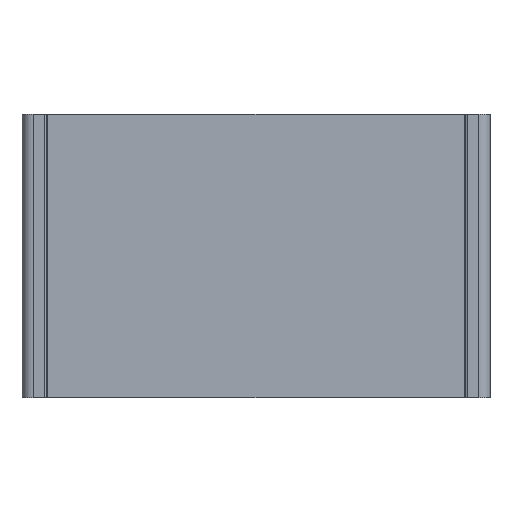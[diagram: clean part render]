
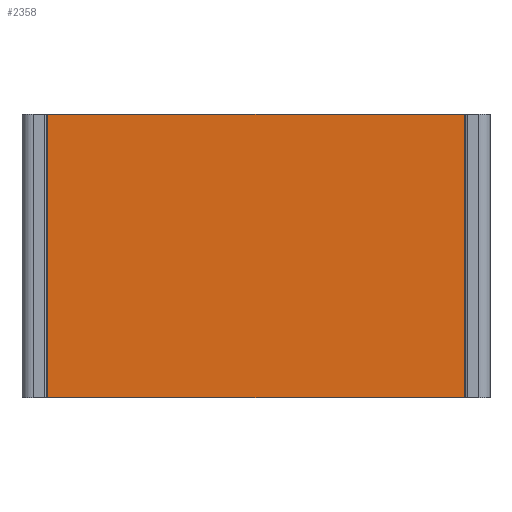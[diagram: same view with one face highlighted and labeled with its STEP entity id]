
A CAD part, front view. The second image highlights one B-rep face of the part: STEP entity #2358.
In plain terms, the highlighted planar face has unit normal (0, -1, 0).
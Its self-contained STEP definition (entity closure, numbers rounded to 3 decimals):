
#255 = EDGE_CURVE ( 'NONE', #2690, #5273, #2252, .T. ) ;
#310 = CARTESIAN_POINT ( 'NONE',  ( 116.251, 49.25, 220. ) ) ;
#817 = CARTESIAN_POINT ( 'NONE',  ( -30.751, 49.25, 120. ) ) ;
#875 = EDGE_CURVE ( 'NONE', #3297, #2690, #6650, .T. ) ;
#1342 = CARTESIAN_POINT ( 'NONE',  ( -30.751, 49.25, 120. ) ) ;
#1404 = ORIENTED_EDGE ( 'NONE', *, *, #875, .F. ) ;
#1542 = CARTESIAN_POINT ( 'NONE',  ( -30.751, 49.25, 120. ) ) ;
#1767 = CARTESIAN_POINT ( 'NONE',  ( -30.751, 49.25, 120. ) ) ;
#2252 = LINE ( 'NONE', #4585, #6224 ) ;
#2358 = ADVANCED_FACE ( 'NONE', ( #7022 ), #6851, .T. ) ;
#2591 = DIRECTION ( 'NONE',  ( 0., 0., 1. ) ) ;
#2690 = VERTEX_POINT ( 'NONE', #3115 ) ;
#2847 = EDGE_CURVE ( 'NONE', #2863, #5273, #4157, .T. ) ;
#2863 = VERTEX_POINT ( 'NONE', #8742 ) ;
#2884 = ORIENTED_EDGE ( 'NONE', *, *, #3648, .T. ) ;
#3115 = CARTESIAN_POINT ( 'NONE',  ( -30.751, 49.25, 220. ) ) ;
#3297 = VERTEX_POINT ( 'NONE', #1342 ) ;
#3620 = VECTOR ( 'NONE', #5279, 1000. ) ;
#3648 = EDGE_CURVE ( 'NONE', #3297, #2863, #3946, .T. ) ;
#3946 = LINE ( 'NONE', #1767, #3620 ) ;
#3956 = VECTOR ( 'NONE', #2591, 1000. ) ;
#4157 = LINE ( 'NONE', #5939, #3956 ) ;
#4487 = DIRECTION ( 'NONE',  ( 0., 0., 1. ) ) ;
#4585 = CARTESIAN_POINT ( 'NONE',  ( -30.751, 49.25, 220. ) ) ;
#5273 = VERTEX_POINT ( 'NONE', #310 ) ;
#5279 = DIRECTION ( 'NONE',  ( 1., 0., 0. ) ) ;
#5932 = ORIENTED_EDGE ( 'NONE', *, *, #2847, .T. ) ;
#5939 = CARTESIAN_POINT ( 'NONE',  ( 116.251, 49.25, 120. ) ) ;
#6224 = VECTOR ( 'NONE', #8586, 1000. ) ;
#6229 = DIRECTION ( 'NONE',  ( 0., -1., 0. ) ) ;
#6284 = DIRECTION ( 'NONE',  ( 1., 0., 0. ) ) ;
#6650 = LINE ( 'NONE', #1542, #7384 ) ;
#6741 = AXIS2_PLACEMENT_3D ( 'NONE', #817, #6229, #6284 ) ;
#6851 = PLANE ( 'NONE',  #6741 ) ;
#7022 = FACE_OUTER_BOUND ( 'NONE', #7246, .T. ) ;
#7246 = EDGE_LOOP ( 'NONE', ( #7853, #1404, #2884, #5932 ) ) ;
#7384 = VECTOR ( 'NONE', #4487, 1000. ) ;
#7853 = ORIENTED_EDGE ( 'NONE', *, *, #255, .F. ) ;
#8586 = DIRECTION ( 'NONE',  ( 1., 0., 0. ) ) ;
#8742 = CARTESIAN_POINT ( 'NONE',  ( 116.251, 49.25, 120. ) ) ;
